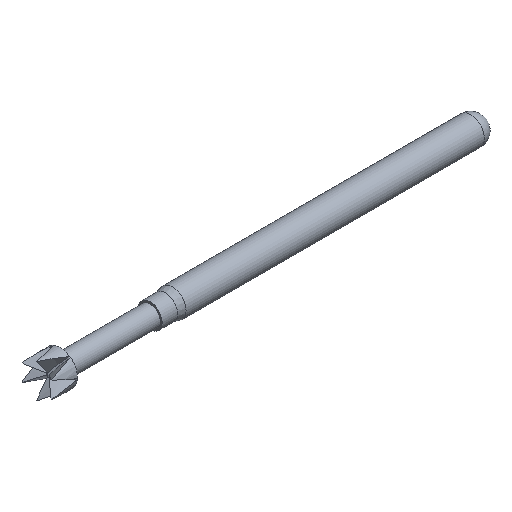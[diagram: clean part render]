
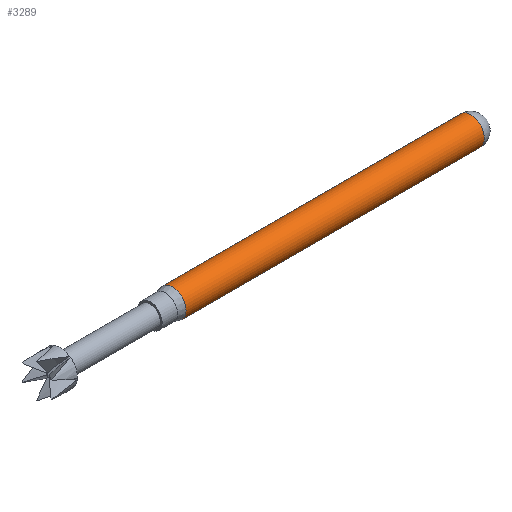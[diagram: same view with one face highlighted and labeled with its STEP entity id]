
A CAD part, isometric view. The second image highlights one B-rep face of the part: STEP entity #3289.
In plain terms, the highlighted cylindrical face has radius 1.016 mm (diameter 2.032 mm), a full revolution.
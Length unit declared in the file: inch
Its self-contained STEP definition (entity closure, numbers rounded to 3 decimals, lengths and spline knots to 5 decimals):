
#115 = AXIS2_PLACEMENT_3D ( 'NONE', #568, #1101, #1429 ) ;
#568 = CARTESIAN_POINT ( 'NONE',  ( 0.06514, 0., 0. ) ) ;
#763 = EDGE_CURVE ( 'NONE', #2352, #2352, #1568, .T. ) ;
#1034 = DIRECTION ( 'NONE',  ( -1., 0., 0. ) ) ;
#1101 = DIRECTION ( 'NONE',  ( 1., 0., 0. ) ) ;
#1189 = AXIS2_PLACEMENT_3D ( 'NONE', #3943, #1034, #4248 ) ;
#1263 = FACE_OUTER_BOUND ( 'NONE', #4148, .T. ) ;
#1429 = DIRECTION ( 'NONE',  ( 0., 0., -1. ) ) ;
#1563 = EDGE_CURVE ( 'NONE', #2375, #2375, #3882, .T. ) ;
#1568 = CIRCLE ( 'NONE', #1189, 0.04 ) ;
#1595 = FACE_OUTER_BOUND ( 'NONE', #3152, .T. ) ;
#1668 = DIRECTION ( 'NONE',  ( 0., 0., 1. ) ) ;
#1671 = CARTESIAN_POINT ( 'NONE',  ( 0.93627, 0., 0.04 ) ) ;
#2143 = AXIS2_PLACEMENT_3D ( 'NONE', #4123, #3726, #1668 ) ;
#2352 = VERTEX_POINT ( 'NONE', #1671 ) ;
#2375 = VERTEX_POINT ( 'NONE', #3776 ) ;
#3152 = EDGE_LOOP ( 'NONE', ( #4387 ) ) ;
#3289 = ADVANCED_FACE ( 'NONE', ( #1595, #1263 ), #3751, .T. ) ;
#3726 = DIRECTION ( 'NONE',  ( -1., 0., 0. ) ) ;
#3751 = CYLINDRICAL_SURFACE ( 'NONE', #2143, 0.04 ) ;
#3776 = CARTESIAN_POINT ( 'NONE',  ( 0.06514, 0., -0.04 ) ) ;
#3882 = CIRCLE ( 'NONE', #115, 0.04 ) ;
#3943 = CARTESIAN_POINT ( 'NONE',  ( 0.93627, 0., 0. ) ) ;
#4123 = CARTESIAN_POINT ( 'NONE',  ( 0., 0., 0. ) ) ;
#4148 = EDGE_LOOP ( 'NONE', ( #4204 ) ) ;
#4204 = ORIENTED_EDGE ( 'NONE', *, *, #763, .T. ) ;
#4248 = DIRECTION ( 'NONE',  ( 0., 0., 1. ) ) ;
#4387 = ORIENTED_EDGE ( 'NONE', *, *, #1563, .T. ) ;
